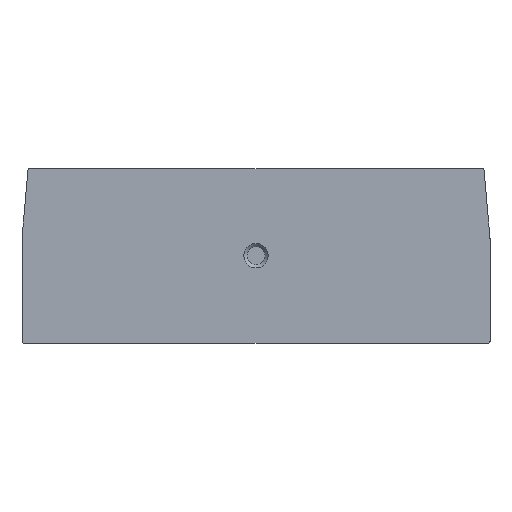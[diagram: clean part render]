
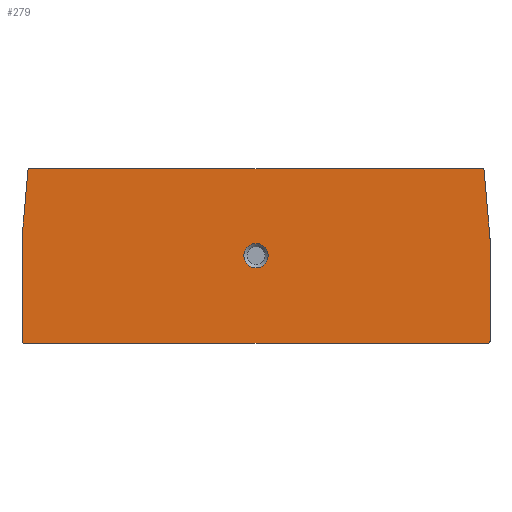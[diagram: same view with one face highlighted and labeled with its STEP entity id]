
A CAD part, top view. The second image highlights one B-rep face of the part: STEP entity #279.
In plain terms, the highlighted planar face has unit normal (0, 0, 1).
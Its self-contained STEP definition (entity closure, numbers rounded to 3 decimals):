
#2=CARTESIAN_POINT('',(0.,14.9,1.5));
#3=DIRECTION('',(0.,0.,-1.));
#4=DIRECTION('',(1.,0.,0.));
#5=AXIS2_PLACEMENT_3D('',#2,#3,#4);
#7=CARTESIAN_POINT('',(0.,14.9,1.5));
#8=DIRECTION('',(0.,0.,-1.));
#9=DIRECTION('',(-1.,0.,0.));
#10=AXIS2_PLACEMENT_3D('',#7,#8,#9);
#12=CARTESIAN_POINT('',(38.2,17.757,1.5));
#13=DIRECTION('',(0.,0.,-1.));
#14=DIRECTION('',(0.996,0.087,0.));
#15=AXIS2_PLACEMENT_3D('',#12,#13,#14);
#17=DIRECTION('',(0.,1.,0.));
#18=VECTOR('',#17,16.957);
#19=CARTESIAN_POINT('',(38.5,0.8,1.5));
#20=LINE('',#19,#18);
#21=CARTESIAN_POINT('',(38.2,0.8,1.5));
#22=DIRECTION('',(0.,0.,1.));
#23=DIRECTION('',(0.,-1.,0.));
#24=AXIS2_PLACEMENT_3D('',#21,#22,#23);
#26=DIRECTION('',(1.,0.,0.));
#27=VECTOR('',#26,76.4);
#28=CARTESIAN_POINT('',(-38.2,0.5,1.5));
#29=LINE('',#28,#27);
#30=CARTESIAN_POINT('',(-38.2,0.8,1.5));
#31=DIRECTION('',(0.,0.,1.));
#32=DIRECTION('',(-1.,0.,0.));
#33=AXIS2_PLACEMENT_3D('',#30,#31,#32);
#35=DIRECTION('',(0.,-1.,0.));
#36=VECTOR('',#35,16.957);
#37=CARTESIAN_POINT('',(-38.5,17.757,1.5));
#38=LINE('',#37,#36);
#39=CARTESIAN_POINT('',(-38.2,17.757,1.5));
#40=DIRECTION('',(0.,0.,-1.));
#41=DIRECTION('',(-1.,0.,0.));
#42=AXIS2_PLACEMENT_3D('',#39,#40,#41);
#44=DIRECTION('',(-0.087,-0.996,0.));
#45=VECTOR('',#44,11.186);
#46=CARTESIAN_POINT('',(-37.524,28.926,1.5));
#47=LINE('',#46,#45);
#48=CARTESIAN_POINT('',(-37.225,28.9,1.5));
#49=DIRECTION('',(0.,0.,1.));
#50=DIRECTION('',(0.,1.,0.));
#51=AXIS2_PLACEMENT_3D('',#48,#49,#50);
#53=DIRECTION('',(-1.,0.,0.));
#54=VECTOR('',#53,74.45);
#55=CARTESIAN_POINT('',(37.225,29.2,1.5));
#56=LINE('',#55,#54);
#57=CARTESIAN_POINT('',(37.225,28.9,1.5));
#58=DIRECTION('',(0.,0.,1.));
#59=DIRECTION('',(0.996,0.087,0.));
#60=AXIS2_PLACEMENT_3D('',#57,#58,#59);
#62=DIRECTION('',(-0.087,0.996,0.));
#63=VECTOR('',#62,11.186);
#64=CARTESIAN_POINT('',(38.499,17.783,1.5));
#65=LINE('',#64,#63);
#186=CARTESIAN_POINT('',(38.499,17.783,1.5));
#188=VERTEX_POINT('',#186);
#192=CARTESIAN_POINT('',(38.5,17.757,1.5));
#193=VERTEX_POINT('',#192);
#198=CARTESIAN_POINT('',(37.524,28.926,1.5));
#199=VERTEX_POINT('',#198);
#200=CARTESIAN_POINT('',(37.225,29.2,1.5));
#201=VERTEX_POINT('',#200);
#206=CARTESIAN_POINT('',(-37.225,29.2,1.5));
#207=VERTEX_POINT('',#206);
#208=CARTESIAN_POINT('',(-37.524,28.926,1.5));
#209=VERTEX_POINT('',#208);
#210=CARTESIAN_POINT('',(-38.5,17.757,1.5));
#212=VERTEX_POINT('',#210);
#216=CARTESIAN_POINT('',(-38.499,17.783,1.5));
#217=VERTEX_POINT('',#216);
#222=CARTESIAN_POINT('',(-38.5,0.8,1.5));
#223=VERTEX_POINT('',#222);
#224=CARTESIAN_POINT('',(-38.2,0.5,1.5));
#225=VERTEX_POINT('',#224);
#230=CARTESIAN_POINT('',(38.2,0.5,1.5));
#231=VERTEX_POINT('',#230);
#232=CARTESIAN_POINT('',(38.5,0.8,1.5));
#233=VERTEX_POINT('',#232);
#238=CARTESIAN_POINT('',(2.,14.9,1.5));
#239=CARTESIAN_POINT('',(-2.,14.9,1.5));
#240=VERTEX_POINT('',#238);
#241=VERTEX_POINT('',#239);
#242=CARTESIAN_POINT('',(0.,0.,1.5));
#243=DIRECTION('',(0.,0.,1.));
#244=DIRECTION('',(1.,0.,0.));
#245=AXIS2_PLACEMENT_3D('',#242,#243,#244);
#246=PLANE('',#245);
#248=ORIENTED_EDGE('',*,*,#247,.T.);
#250=ORIENTED_EDGE('',*,*,#249,.F.);
#252=ORIENTED_EDGE('',*,*,#251,.F.);
#254=ORIENTED_EDGE('',*,*,#253,.F.);
#256=ORIENTED_EDGE('',*,*,#255,.F.);
#258=ORIENTED_EDGE('',*,*,#257,.F.);
#260=ORIENTED_EDGE('',*,*,#259,.T.);
#262=ORIENTED_EDGE('',*,*,#261,.F.);
#264=ORIENTED_EDGE('',*,*,#263,.F.);
#266=ORIENTED_EDGE('',*,*,#265,.F.);
#268=ORIENTED_EDGE('',*,*,#267,.F.);
#270=ORIENTED_EDGE('',*,*,#269,.F.);
#271=EDGE_LOOP('',(#248,#250,#252,#254,#256,#258,#260,#262,#264,#266,#268,
#270));
#272=FACE_OUTER_BOUND('',#271,.F.);
#274=ORIENTED_EDGE('',*,*,#273,.F.);
#276=ORIENTED_EDGE('',*,*,#275,.F.);
#277=EDGE_LOOP('',(#274,#276));
#278=FACE_BOUND('',#277,.F.);
#279=ADVANCED_FACE('',(#272,#278),#246,.T.);
#6=CIRCLE('',#5,2.);
#11=CIRCLE('',#10,2.);
#16=CIRCLE('',#15,0.3);
#25=CIRCLE('',#24,0.3);
#34=CIRCLE('',#33,0.3);
#43=CIRCLE('',#42,0.3);
#52=CIRCLE('',#51,0.3);
#61=CIRCLE('',#60,0.3);
#247=EDGE_CURVE('',#188,#193,#16,.T.);
#249=EDGE_CURVE('',#233,#193,#20,.T.);
#251=EDGE_CURVE('',#231,#233,#25,.T.);
#253=EDGE_CURVE('',#225,#231,#29,.T.);
#255=EDGE_CURVE('',#223,#225,#34,.T.);
#257=EDGE_CURVE('',#212,#223,#38,.T.);
#259=EDGE_CURVE('',#212,#217,#43,.T.);
#261=EDGE_CURVE('',#209,#217,#47,.T.);
#263=EDGE_CURVE('',#207,#209,#52,.T.);
#265=EDGE_CURVE('',#201,#207,#56,.T.);
#267=EDGE_CURVE('',#199,#201,#61,.T.);
#269=EDGE_CURVE('',#188,#199,#65,.T.);
#273=EDGE_CURVE('',#240,#241,#6,.T.);
#275=EDGE_CURVE('',#241,#240,#11,.T.);
